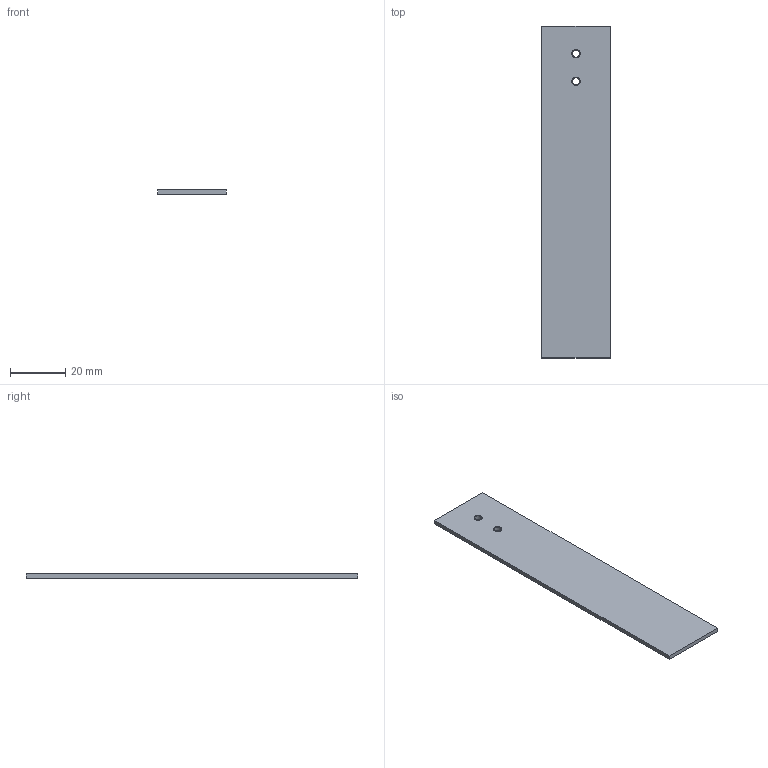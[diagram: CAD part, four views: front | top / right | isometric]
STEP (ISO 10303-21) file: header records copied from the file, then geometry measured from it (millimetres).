
FILE_DESCRIPTION((''),'2;1');
FILE_NAME('CAD-8537','2022-10-07T08:48:08',('creinig-se'),(''),'CREO PARAMETRIC BY PTC INC, 2019292','CREO PARAMETRIC BY PTC INC, 2019292','');
FILE_SCHEMA(('CONFIG_CONTROL_DESIGN','SHAPE_APPEARANCE_LAYERS_GROUPS'));
Length unit declared in the file: millimetre
Products named in the file (1): CAD-8537
Bounding box: 24.7 x 120 x 1.5 mm (x, y, z)
Volume: 4431.3 mm3; surface area: 6394.3 mm2
Topology: 1 solids, 3 shells, 14 faces, 36 edges, 24 vertices
Faces by surface type: cylinder 8, plane 6
Entity records: 654 total; most frequent: DIRECTION 82, CARTESIAN_POINT 75, ORIENTED_EDGE 64, PRESENTATION_STYLE_ASSIGNMENT 39, STYLED_ITEM 39, CURVE_STYLE 36, COLOUR_RGB 36, EDGE_CURVE 36
